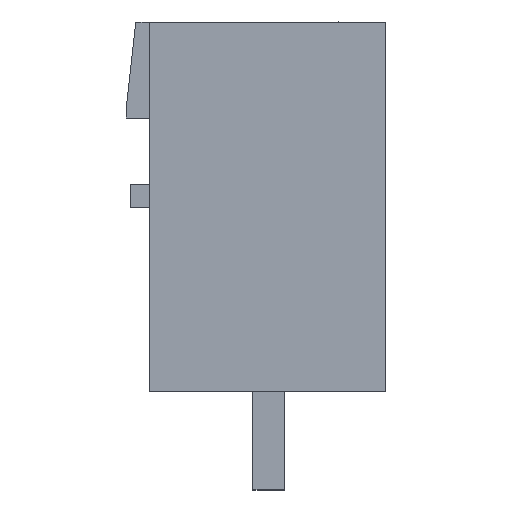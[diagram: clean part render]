
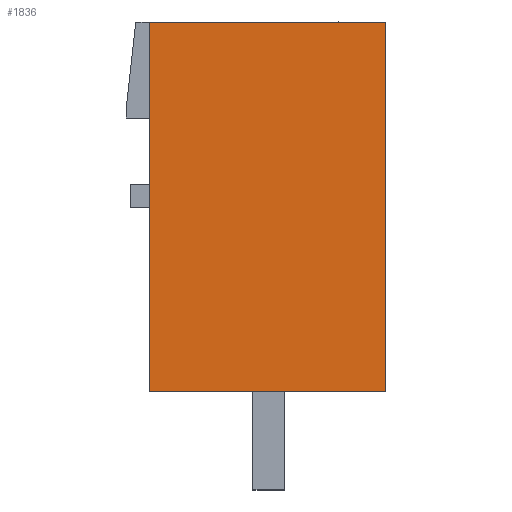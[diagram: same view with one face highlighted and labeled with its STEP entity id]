
A CAD part, left-side view. The second image highlights one B-rep face of the part: STEP entity #1836.
In plain terms, the highlighted planar face has unit normal (-1, 0, 0).
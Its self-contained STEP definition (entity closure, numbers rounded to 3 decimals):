
#1816=AXIS2_PLACEMENT_3D('Plane Axis2P3D',#1813,#1814,#1815) ;
#913=CARTESIAN_POINT('Vertex',(0.,0.,3.2)) ;
#916=CARTESIAN_POINT('Line Origine',(0.,3.84,3.2)) ;
#920=CARTESIAN_POINT('Vertex',(0.,7.68,3.2)) ;
#1357=CARTESIAN_POINT('Vertex',(0.,0.,15.2)) ;
#1360=CARTESIAN_POINT('Line Origine',(0.,0.,9.2)) ;
#1813=CARTESIAN_POINT('Axis2P3D Location',(0.,-1.5,3.2)) ;
#1818=CARTESIAN_POINT('Line Origine',(0.,7.68,9.2)) ;
#1822=CARTESIAN_POINT('Vertex',(0.,7.68,15.2)) ;
#1825=CARTESIAN_POINT('Line Origine',(0.,3.84,15.2)) ;
#917=DIRECTION('Vector Direction',(0.,-1.,0.)) ;
#1361=DIRECTION('Vector Direction',(0.,0.,-1.)) ;
#1814=DIRECTION('Axis2P3D Direction',(-1.,0.,0.)) ;
#1815=DIRECTION('Axis2P3D XDirection',(0.,0.,1.)) ;
#1819=DIRECTION('Vector Direction',(0.,0.,-1.)) ;
#1826=DIRECTION('Vector Direction',(0.,-1.,0.)) ;
#918=VECTOR('Line Direction',#917,1.) ;
#1362=VECTOR('Line Direction',#1361,1.) ;
#1820=VECTOR('Line Direction',#1819,1.) ;
#1827=VECTOR('Line Direction',#1826,1.) ;
#1831=ORIENTED_EDGE('',*,*,#1824,.T.) ;
#1832=ORIENTED_EDGE('',*,*,#922,.T.) ;
#1833=ORIENTED_EDGE('',*,*,#1364,.T.) ;
#1834=ORIENTED_EDGE('',*,*,#1829,.T.) ;
#1836=ADVANCED_FACE('HOUSING',(#1835),#1817,.T.) ;
#922=EDGE_CURVE('',#921,#914,#919,.T.) ;
#1364=EDGE_CURVE('',#914,#1358,#1363,.F.) ;
#1824=EDGE_CURVE('',#1823,#921,#1821,.T.) ;
#1829=EDGE_CURVE('',#1358,#1823,#1828,.F.) ;
#1830=EDGE_LOOP('',(#1831,#1832,#1833,#1834)) ;
#1835=FACE_OUTER_BOUND('',#1830,.T.) ;
#919=LINE('Line',#916,#918) ;
#1363=LINE('Line',#1360,#1362) ;
#1821=LINE('Line',#1818,#1820) ;
#1828=LINE('Line',#1825,#1827) ;
#1817=PLANE('',#1816) ;
#914=VERTEX_POINT('',#913) ;
#921=VERTEX_POINT('',#920) ;
#1358=VERTEX_POINT('',#1357) ;
#1823=VERTEX_POINT('',#1822) ;
